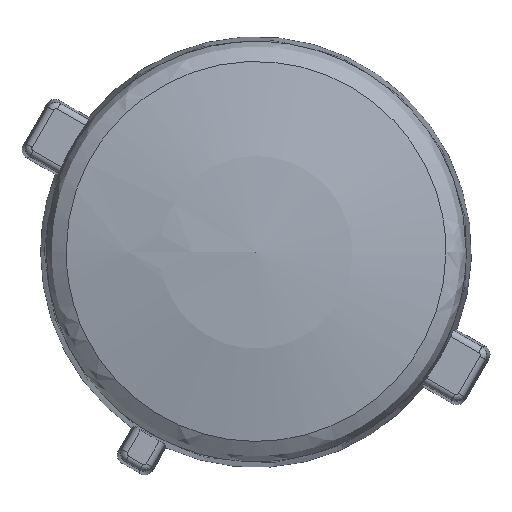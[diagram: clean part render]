
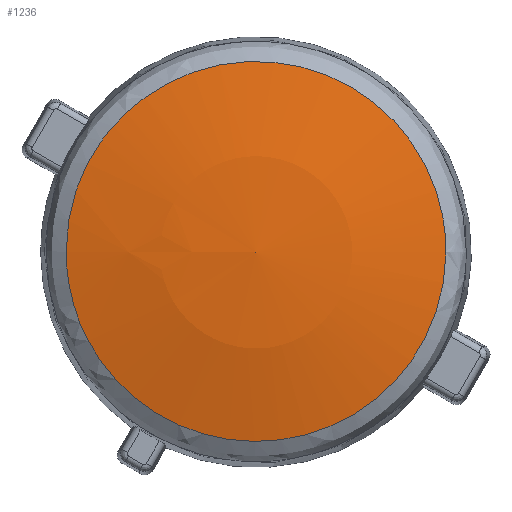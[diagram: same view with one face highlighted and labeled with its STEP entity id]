
A CAD part, top view. The second image highlights one B-rep face of the part: STEP entity #1236.
In plain terms, the highlighted spherical face has radius 30.742 mm.
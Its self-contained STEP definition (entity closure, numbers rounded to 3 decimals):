
#17=SPHERICAL_SURFACE('',#1379,30.742);
#75=CIRCLE('',#1380,30.742);
#188=FACE_OUTER_BOUND('',#259,.T.);
#259=EDGE_LOOP('',(#1141,#1142,#1143,#1144));
#290=B_SPLINE_CURVE_WITH_KNOTS('',3,(#2702,#2703,#2704,#2705,#2706,#2707,
#2708,#2709,#2710,#2711,#2712),.UNSPECIFIED.,.F.,.F.,(4,1,1,1,1,1,1,1,4),
(0.,0.342,0.684,1.026,1.368,
1.71,1.966,2.052,2.388),
 .UNSPECIFIED.);
#291=B_SPLINE_CURVE_WITH_KNOTS('',3,(#2713,#2714,#2715,#2716,#2717,#2718,
#2719,#2720,#2721,#2722),.UNSPECIFIED.,.F.,.F.,(4,1,1,1,1,1,1,4),(2.388,
2.735,2.963,3.419,3.761,4.103,
4.445,4.787),.UNSPECIFIED.);
#581=VERTEX_POINT('',#2699);
#582=VERTEX_POINT('',#2701);
#583=VERTEX_POINT('',#2724);
#768=EDGE_CURVE('',#581,#582,#290,.T.);
#769=EDGE_CURVE('',#582,#581,#291,.T.);
#770=EDGE_CURVE('',#582,#583,#75,.T.);
#1141=ORIENTED_EDGE('',*,*,#768,.F.);
#1142=ORIENTED_EDGE('',*,*,#769,.F.);
#1143=ORIENTED_EDGE('',*,*,#770,.T.);
#1144=ORIENTED_EDGE('',*,*,#770,.F.);
#1236=ADVANCED_FACE('',(#188),#17,.T.);
#1379=AXIS2_PLACEMENT_3D('',#2723,#1711,#1712);
#1380=AXIS2_PLACEMENT_3D('',#2725,#1713,#1714);
#1711=DIRECTION('center_axis',(0.,0.,1.));
#1712=DIRECTION('ref_axis',(1.,0.,0.));
#1713=DIRECTION('center_axis',(0.,1.,0.));
#1714=DIRECTION('ref_axis',(-1.,0.,0.));
#2699=CARTESIAN_POINT('',(48.43,0.018,13.398));
#2701=CARTESIAN_POINT('',(34.058,0.,13.398));
#2702=CARTESIAN_POINT('Ctrl Pts',(48.43,0.018,13.398));
#2703=CARTESIAN_POINT('Ctrl Pts',(48.427,-1.057,13.399));
#2704=CARTESIAN_POINT('Ctrl Pts',(47.931,-3.206,13.402));
#2705=CARTESIAN_POINT('Ctrl Pts',(45.863,-5.789,13.405));
#2706=CARTESIAN_POINT('Ctrl Pts',(42.877,-7.216,13.406));
#2707=CARTESIAN_POINT('Ctrl Pts',(39.572,-7.209,13.406));
#2708=CARTESIAN_POINT('Ctrl Pts',(36.837,-5.886,13.405));
#2709=CARTESIAN_POINT('Ctrl Pts',(35.396,-4.254,13.403));
#2710=CARTESIAN_POINT('Ctrl Pts',(34.354,-2.382,13.401));
#2711=CARTESIAN_POINT('Ctrl Pts',(34.066,-1.058,13.399));
#2712=CARTESIAN_POINT('Ctrl Pts',(34.061,0.,
13.398));
#2713=CARTESIAN_POINT('Ctrl Pts',(34.061,0.,
13.398));
#2714=CARTESIAN_POINT('Ctrl Pts',(34.057,1.092,13.396));
#2715=CARTESIAN_POINT('Ctrl Pts',(34.448,2.903,13.394));
#2716=CARTESIAN_POINT('Ctrl Pts',(36.319,5.612,13.391));
#2717=CARTESIAN_POINT('Ctrl Pts',(39.23,7.292,13.389));
#2718=CARTESIAN_POINT('Ctrl Pts',(42.916,7.277,13.389));
#2719=CARTESIAN_POINT('Ctrl Pts',(45.89,5.838,13.391));
#2720=CARTESIAN_POINT('Ctrl Pts',(47.948,3.244,13.394));
#2721=CARTESIAN_POINT('Ctrl Pts',(48.433,1.093,13.396));
#2722=CARTESIAN_POINT('Ctrl Pts',(48.43,0.018,13.398));
#2723=CARTESIAN_POINT('Origin',(41.242,0.,-16.492));
#2724=CARTESIAN_POINT('',(41.242,0.,14.25));
#2725=CARTESIAN_POINT('Origin',(41.242,0.,-16.492));
